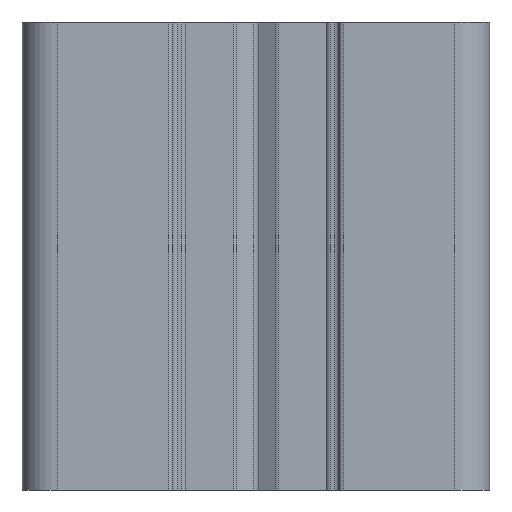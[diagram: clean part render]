
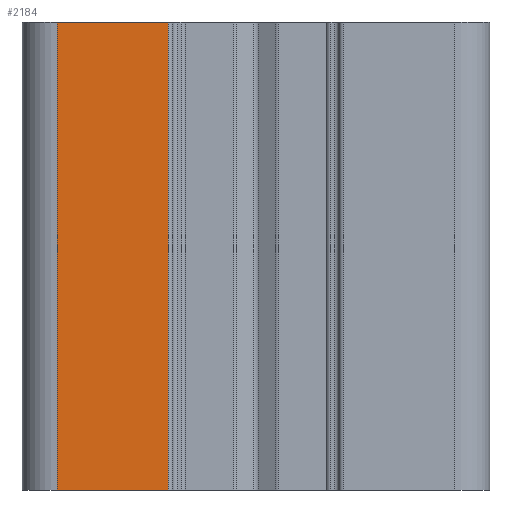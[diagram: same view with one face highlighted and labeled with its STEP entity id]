
A CAD part, front view. The second image highlights one B-rep face of the part: STEP entity #2184.
In plain terms, the highlighted planar face has unit normal (0, -1, 0).
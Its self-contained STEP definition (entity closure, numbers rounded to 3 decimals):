
#2126=CARTESIAN_POINT('',(-3.75,-50.006,20.0));
#2127=VERTEX_POINT('',#2126);
#2135=CARTESIAN_POINT('',(-3.75,-50.006,0.0));
#2136=VERTEX_POINT('',#2135);
#2137=CARTESIAN_POINT('',(-3.75,-50.006,0.0));
#2138=DIRECTION('',(0.0,0.0,1.0));
#2139=VECTOR('',#2138,20.0);
#2140=LINE('',#2137,#2139);
#2141=EDGE_CURVE('',#2136,#2127,#2140,.T.);
#2154=CARTESIAN_POINT('',(-3.75,-50.006,0.0));
#2155=DIRECTION('',(0.0,-1.0,0.0));
#2156=DIRECTION('',(0.0,0.0,-1.0));
#2157=AXIS2_PLACEMENT_3D('',#2154,#2155,#2156);
#2158=PLANE('',#2157);
#2159=CARTESIAN_POINT('',(-8.5,-50.006,20.0));
#2160=VERTEX_POINT('',#2159);
#2161=CARTESIAN_POINT('',(-3.75,-50.006,20.0));
#2162=DIRECTION('',(-1.0,0.0,0.0));
#2163=VECTOR('',#2162,4.75);
#2164=LINE('',#2161,#2163);
#2165=EDGE_CURVE('',#2127,#2160,#2164,.T.);
#2166=ORIENTED_EDGE('',*,*,#2165,.T.);
#2167=CARTESIAN_POINT('',(-8.5,-50.006,0.0));
#2168=VERTEX_POINT('',#2167);
#2169=CARTESIAN_POINT('',(-8.5,-50.006,0.0));
#2170=DIRECTION('',(0.0,0.0,1.0));
#2171=VECTOR('',#2170,20.0);
#2172=LINE('',#2169,#2171);
#2173=EDGE_CURVE('',#2168,#2160,#2172,.T.);
#2174=ORIENTED_EDGE('',*,*,#2173,.F.);
#2175=CARTESIAN_POINT('',(-8.5,-50.006,0.0));
#2176=DIRECTION('',(1.0,0.0,0.0));
#2177=VECTOR('',#2176,4.75);
#2178=LINE('',#2175,#2177);
#2179=EDGE_CURVE('',#2168,#2136,#2178,.T.);
#2180=ORIENTED_EDGE('',*,*,#2179,.T.);
#2181=ORIENTED_EDGE('',*,*,#2141,.T.);
#2182=EDGE_LOOP('',(#2166,#2174,#2180,#2181));
#2183=FACE_OUTER_BOUND('',#2182,.T.);
#2184=ADVANCED_FACE('',(#2183),#2158,.T.);
